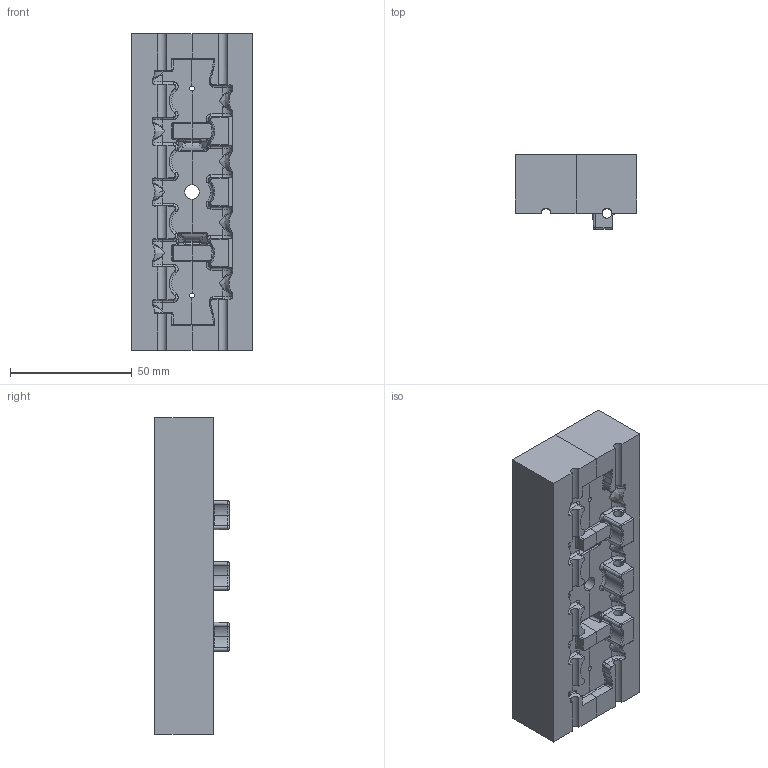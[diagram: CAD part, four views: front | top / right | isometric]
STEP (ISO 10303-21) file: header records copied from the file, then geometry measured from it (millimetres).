
FILE_DESCRIPTION (( 'STEP AP214' ), '1' );
FILE_NAME ('Form_OK_geteilt.STEP', '2021-02-04T06:11:31', ( '' ), ( '' ), 'SwSTEP 2.0', 'SolidWorks 2016', '' );
FILE_SCHEMA (( 'AUTOMOTIVE_DESIGN' ));
Length unit declared in the file: millimetre
Products named in the file (1): Form_OK_geteilt
Bounding box: 50 x 30.5 x 130 mm (x, y, z)
Volume: 144984.5 mm3; surface area: 30585 mm2
Topology: 2 solids, 2 shells, 433 faces, 1101 edges, 666 vertices
Faces by surface type: bspline 196, cylinder 137, plane 94, cone 6
Entity records: 27582 total; most frequent: CARTESIAN_POINT 19039, ORIENTED_EDGE 2190, EDGE_CURVE 1095, DIRECTION 1046, VERTEX_POINT 666, B_SPLINE_CURVE_WITH_KNOTS 561, EDGE_LOOP 439, FACE_OUTER_BOUND 433
